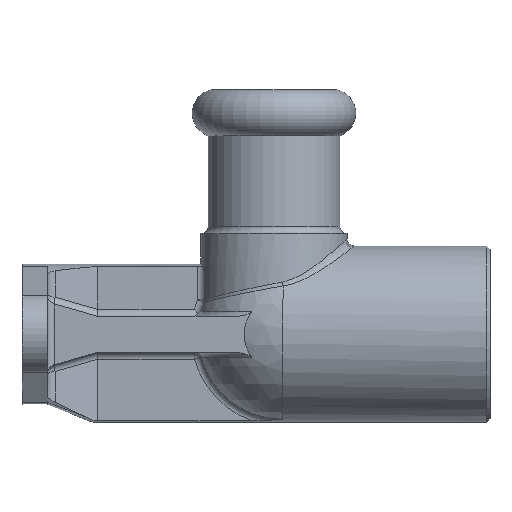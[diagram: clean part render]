
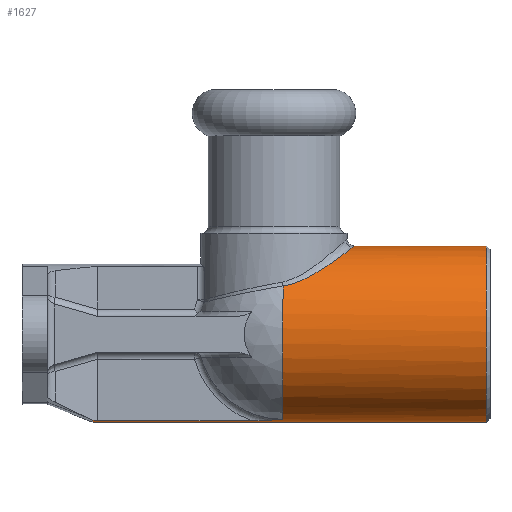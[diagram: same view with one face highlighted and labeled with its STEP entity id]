
A CAD part, left-side view. The second image highlights one B-rep face of the part: STEP entity #1627.
In plain terms, the highlighted cylindrical face has radius 12.25 mm (diameter 24.5 mm), a full revolution.
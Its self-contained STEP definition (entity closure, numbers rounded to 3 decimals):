
#24=ELLIPSE('',#1801,44.592,12.25);
#25=ELLIPSE('',#1802,44.592,12.25);
#57=B_SPLINE_CURVE_WITH_KNOTS('',3,(#2626,#2627,#2628,#2629,#2630,#2631,
#2632,#2633,#2634,#2635),.UNSPECIFIED.,.F.,.F.,(4,1,1,1,1,1,1,4),(-3.5,
-3.25,-3.,-2.5,-2.,
-1.75,-1.5,-1.475),.UNSPECIFIED.);
#58=B_SPLINE_CURVE_WITH_KNOTS('',3,(#2636,#2637,#2638,#2639,#2640,#2641,
#2642),.UNSPECIFIED.,.F.,.F.,(4,1,1,1,4),(-1.475,-1.,
-0.5,-0.25,0.),.UNSPECIFIED.);
#72=B_SPLINE_CURVE_WITH_KNOTS('',3,(#2859,#2860,#2861,#2862,#2863,#2864,
#2865,#2866),.UNSPECIFIED.,.F.,.F.,(4,2,2,4),(1.27,1.373,
1.663,1.664),.UNSPECIFIED.);
#73=B_SPLINE_CURVE_WITH_KNOTS('',3,(#2872,#2873,#2874,#2875,#2876,#2877),
 .UNSPECIFIED.,.F.,.F.,(4,2,4),(3.145,3.236,3.661),
 .UNSPECIFIED.);
#74=B_SPLINE_CURVE_WITH_KNOTS('',3,(#2882,#2883,#2884,#2885,#2886,#2887,
#2888,#2889),.UNSPECIFIED.,.F.,.F.,(4,2,2,4),(-0.002,0.,0.315,
0.427),.UNSPECIFIED.);
#148=LINE('',#2855,#244);
#149=LINE('',#2868,#245);
#150=LINE('',#2881,#246);
#244=VECTOR('',#2114,12.25);
#245=VECTOR('',#2117,10.);
#246=VECTOR('',#2122,10.);
#332=CYLINDRICAL_SURFACE('',#1799,12.25);
#386=FACE_OUTER_BOUND('',#482,.T.);
#482=EDGE_LOOP('',(#1230,#1231,#1232,#1233,#1234,#1235,#1236,#1237,#1238,
#1239,#1240,#1241,#1242,#1243));
#599=CIRCLE('',#1782,12.25);
#611=CIRCLE('',#1798,12.25);
#612=CIRCLE('',#1800,12.25);
#678=VERTEX_POINT('',#2537);
#683=VERTEX_POINT('',#2623);
#684=VERTEX_POINT('',#2625);
#708=VERTEX_POINT('',#2821);
#719=VERTEX_POINT('',#2851);
#720=VERTEX_POINT('',#2856);
#721=VERTEX_POINT('',#2858);
#722=VERTEX_POINT('',#2867);
#723=VERTEX_POINT('',#2869);
#724=VERTEX_POINT('',#2871);
#725=VERTEX_POINT('',#2878);
#726=VERTEX_POINT('',#2880);
#856=EDGE_CURVE('',#683,#684,#57,.T.);
#857=EDGE_CURVE('',#684,#678,#58,.T.);
#893=EDGE_CURVE('',#708,#678,#599,.T.);
#909=EDGE_CURVE('',#719,#719,#611,.T.);
#910=EDGE_CURVE('',#719,#684,#148,.T.);
#911=EDGE_CURVE('',#683,#720,#612,.T.);
#912=EDGE_CURVE('',#721,#720,#72,.T.);
#913=EDGE_CURVE('',#722,#721,#149,.T.);
#914=EDGE_CURVE('',#722,#723,#24,.T.);
#915=EDGE_CURVE('',#723,#724,#73,.T.);
#916=EDGE_CURVE('',#725,#724,#25,.T.);
#917=EDGE_CURVE('',#725,#726,#150,.T.);
#918=EDGE_CURVE('',#708,#726,#74,.T.);
#1230=ORIENTED_EDGE('',*,*,#909,.F.);
#1231=ORIENTED_EDGE('',*,*,#910,.T.);
#1232=ORIENTED_EDGE('',*,*,#856,.F.);
#1233=ORIENTED_EDGE('',*,*,#911,.T.);
#1234=ORIENTED_EDGE('',*,*,#912,.F.);
#1235=ORIENTED_EDGE('',*,*,#913,.F.);
#1236=ORIENTED_EDGE('',*,*,#914,.T.);
#1237=ORIENTED_EDGE('',*,*,#915,.T.);
#1238=ORIENTED_EDGE('',*,*,#916,.F.);
#1239=ORIENTED_EDGE('',*,*,#917,.T.);
#1240=ORIENTED_EDGE('',*,*,#918,.F.);
#1241=ORIENTED_EDGE('',*,*,#893,.T.);
#1242=ORIENTED_EDGE('',*,*,#857,.F.);
#1243=ORIENTED_EDGE('',*,*,#910,.F.);
#1627=ADVANCED_FACE('',(#386),#332,.T.);
#1782=AXIS2_PLACEMENT_3D('',#2822,#2074,#2075);
#1798=AXIS2_PLACEMENT_3D('',#2853,#2110,#2111);
#1799=AXIS2_PLACEMENT_3D('',#2854,#2112,#2113);
#1800=AXIS2_PLACEMENT_3D('',#2857,#2115,#2116);
#1801=AXIS2_PLACEMENT_3D('',#2870,#2118,#2119);
#1802=AXIS2_PLACEMENT_3D('',#2879,#2120,#2121);
#2074=DIRECTION('center_axis',(0.,-1.,0.));
#2075=DIRECTION('ref_axis',(1.,0.,0.));
#2110=DIRECTION('center_axis',(0.,-1.,0.));
#2111=DIRECTION('ref_axis',(-0.204,0.,-0.979));
#2112=DIRECTION('center_axis',(0.,-1.,0.));
#2113=DIRECTION('ref_axis',(-0.204,0.,-0.979));
#2114=DIRECTION('',(0.,1.,0.));
#2115=DIRECTION('center_axis',(0.,-1.,0.));
#2116=DIRECTION('ref_axis',(1.,0.,0.));
#2117=DIRECTION('',(0.,-1.,0.));
#2118=DIRECTION('center_axis',(0.962,0.275,0.));
#2119=DIRECTION('ref_axis',(0.275,-0.962,0.));
#2120=DIRECTION('center_axis',(0.962,-0.275,0.));
#2121=DIRECTION('ref_axis',(-0.275,-0.962,0.));
#2122=DIRECTION('',(0.,-1.,0.));
#2537=CARTESIAN_POINT('',(10.244,-1.25,6.718));
#2623=CARTESIAN_POINT('',(-10.244,-1.25,6.718));
#2625=CARTESIAN_POINT('',(2.5,-10.817,11.992));
#2626=CARTESIAN_POINT('Ctrl Pts',(-10.244,-1.25,6.718));
#2627=CARTESIAN_POINT('Ctrl Pts',(-10.158,-2.066,6.848));
#2628=CARTESIAN_POINT('Ctrl Pts',(-9.828,-3.624,7.345));
#2629=CARTESIAN_POINT('Ctrl Pts',(-8.668,-6.328,8.751));
#2630=CARTESIAN_POINT('Ctrl Pts',(-6.436,-9.101,10.673));
#2631=CARTESIAN_POINT('Ctrl Pts',(-3.086,-10.865,12.028));
#2632=CARTESIAN_POINT('Ctrl Pts',(0.,-11.245,
12.324));
#2633=CARTESIAN_POINT('Ctrl Pts',(1.62,-11.046,12.169));
#2634=CARTESIAN_POINT('Ctrl Pts',(2.428,-10.837,12.008));
#2635=CARTESIAN_POINT('Ctrl Pts',(2.5,-10.818,11.993));
#2636=CARTESIAN_POINT('Ctrl Pts',(2.5,-10.818,11.993));
#2637=CARTESIAN_POINT('Ctrl Pts',(3.889,-10.442,11.702));
#2638=CARTESIAN_POINT('Ctrl Pts',(6.478,-9.047,10.635));
#2639=CARTESIAN_POINT('Ctrl Pts',(8.668,-6.327,8.751));
#2640=CARTESIAN_POINT('Ctrl Pts',(9.828,-3.624,7.345));
#2641=CARTESIAN_POINT('Ctrl Pts',(10.158,-2.066,6.848));
#2642=CARTESIAN_POINT('Ctrl Pts',(10.244,-1.25,6.718));
#2821=CARTESIAN_POINT('',(3.236,-1.25,-11.815));
#2822=CARTESIAN_POINT('Origin',(0.,-1.25,0.));
#2851=CARTESIAN_POINT('',(2.5,-29.5,11.992));
#2853=CARTESIAN_POINT('Origin',(0.,-29.5,0.));
#2854=CARTESIAN_POINT('Origin',(0.,31.5,0.));
#2855=CARTESIAN_POINT('',(2.5,31.5,11.992));
#2856=CARTESIAN_POINT('',(-3.236,-1.25,-11.815));
#2857=CARTESIAN_POINT('Origin',(0.,-1.25,0.));
#2858=CARTESIAN_POINT('',(-2.5,3.166,-11.992));
#2859=CARTESIAN_POINT('Ctrl Pts',(-2.5,3.166,-11.992));
#2860=CARTESIAN_POINT('Ctrl Pts',(-2.5,2.702,-11.992));
#2861=CARTESIAN_POINT('Ctrl Pts',(-2.539,2.259,-11.984));
#2862=CARTESIAN_POINT('Ctrl Pts',(-2.71,0.85,-11.947));
#2863=CARTESIAN_POINT('Ctrl Pts',(-2.964,-0.222,-11.889));
#2864=CARTESIAN_POINT('Ctrl Pts',(-3.233,-1.24,-11.816));
#2865=CARTESIAN_POINT('Ctrl Pts',(-3.235,-1.245,-11.815));
#2866=CARTESIAN_POINT('Ctrl Pts',(-3.236,-1.25,-11.815));
#2867=CARTESIAN_POINT('',(-2.5,24.5,-11.992));
#2868=CARTESIAN_POINT('',(-2.5,31.5,-11.992));
#2869=CARTESIAN_POINT('',(-2.685,25.148,-11.952));
#2870=CARTESIAN_POINT('Origin',(0.,15.75,
0.));
#2871=CARTESIAN_POINT('',(2.685,25.148,-11.952));
#2872=CARTESIAN_POINT('Ctrl Pts',(-2.685,25.148,-11.952));
#2873=CARTESIAN_POINT('Ctrl Pts',(-2.372,25.145,-12.023));
#2874=CARTESIAN_POINT('Ctrl Pts',(-2.055,25.142,-12.081));
#2875=CARTESIAN_POINT('Ctrl Pts',(-0.247,25.129,-12.34));
#2876=CARTESIAN_POINT('Ctrl Pts',(1.285,25.132,-12.267));
#2877=CARTESIAN_POINT('Ctrl Pts',(2.685,25.148,-11.952));
#2878=CARTESIAN_POINT('',(2.5,24.5,-11.992));
#2879=CARTESIAN_POINT('Origin',(0.,15.75,0.));
#2880=CARTESIAN_POINT('',(2.5,3.166,-11.992));
#2881=CARTESIAN_POINT('',(2.5,31.5,-11.992));
#2882=CARTESIAN_POINT('Ctrl Pts',(3.236,-1.25,-11.815));
#2883=CARTESIAN_POINT('Ctrl Pts',(3.235,-1.245,-11.815));
#2884=CARTESIAN_POINT('Ctrl Pts',(3.233,-1.24,-11.816));
#2885=CARTESIAN_POINT('Ctrl Pts',(2.964,-0.222,-11.889));
#2886=CARTESIAN_POINT('Ctrl Pts',(2.71,0.85,-11.947));
#2887=CARTESIAN_POINT('Ctrl Pts',(2.539,2.259,-11.984));
#2888=CARTESIAN_POINT('Ctrl Pts',(2.5,2.702,-11.992));
#2889=CARTESIAN_POINT('Ctrl Pts',(2.5,3.166,-11.992));
